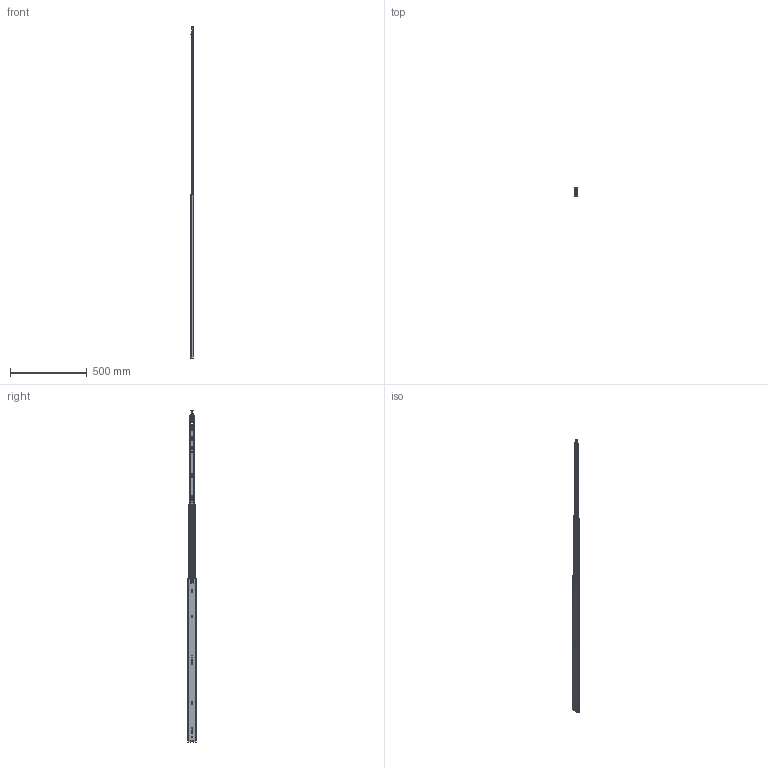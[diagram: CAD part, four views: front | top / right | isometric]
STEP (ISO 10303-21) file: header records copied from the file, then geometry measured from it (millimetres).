
FILE_DESCRIPTION (( 'STEP AP214' ), '1' );
FILE_NAME ('FR_5609_SL.1067mm_42inch_open_left.STEP', '2022-10-27T05:34:32', ( '' ), ( '' ), 'SwSTEP 2.0', 'SolidWorks 2020', '' );
FILE_SCHEMA (( 'AUTOMOTIVE_DESIGN' ));
Length unit declared in the file: millimetre
Products named in the file (13): Detent; Locking Handle; 5609.XXX-02.T058_NL 42; Drawer Lock; 5609.XXX-03.T058_NL 42; Spring Lever; 5609.XXX-01.T058_NL 42; 5609.XXX-02.T058_NL 42 open; FR_5609_SL.1067mm_42inch_open_left; Middle Lock; Middle Stop
Assembly tree (12 placements, depth 3):
  FR_5609_SL.1067mm_42inch_open_left
    5609.XXX-01.T058_NL 42
      5609.XXX-01.T058_NL 42
      Detent
    5609.XXX-02.T058_NL 42 open
      5609.XXX-02.T058_NL 42
      Middle Stop
      Middle Lock
    5609.XXX-03.T058_NL 42
      5609.XXX-03.T058_NL 42
      Locking Handle
      Spring Lever
      Drawer Lock
Bounding box: 19.1 x 55.98 x 2166.67 mm (x, y, z)
Volume: 396068.4 mm3; surface area: 464300.1 mm2
Topology: 10 solids, 10 shells, 1846 faces, 4943 edges, 3097 vertices
Faces by surface type: cylinder 896, plane 528, cone 238, bspline 184
Entity records: 66342 total; most frequent: CARTESIAN_POINT 21132, ORIENTED_EDGE 9858, DIRECTION 9026, EDGE_CURVE 4929, AXIS2_PLACEMENT_3D 3433, VERTEX_POINT 3097, LINE 2160, VECTOR 2160
